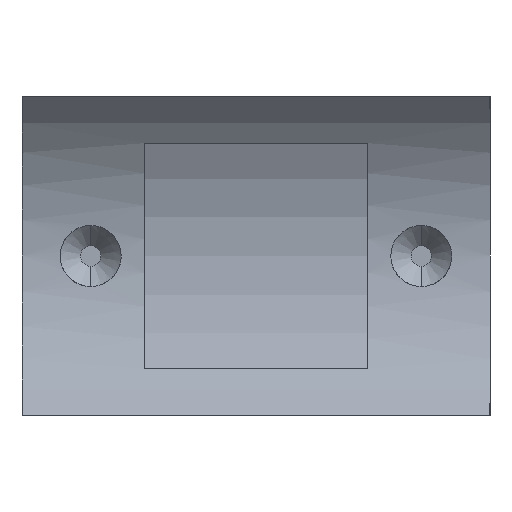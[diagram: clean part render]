
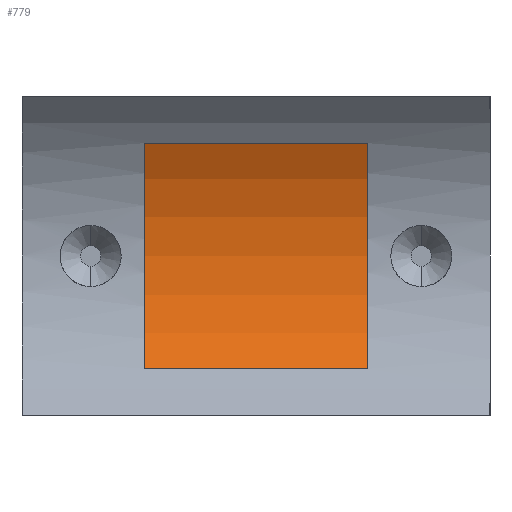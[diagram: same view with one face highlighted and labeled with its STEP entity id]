
A CAD part, left-side view. The second image highlights one B-rep face of the part: STEP entity #779.
In plain terms, the highlighted cylindrical face has radius 23.7 mm (diameter 47.4 mm), a partial arc.
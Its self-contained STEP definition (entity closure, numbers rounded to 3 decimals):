
#55 = CARTESIAN_POINT ( 'NONE',  ( -35.642, 11., 0. ) ) ;
#62 = CIRCLE ( 'NONE', #235, 23.7 ) ;
#235 = AXIS2_PLACEMENT_3D ( 'NONE', #699, #937, #617 ) ;
#293 = DIRECTION ( 'NONE',  ( 0., 0., 1. ) ) ;
#371 = DIRECTION ( 'NONE',  ( 0., 1., 0. ) ) ;
#458 = CARTESIAN_POINT ( 'NONE',  ( -14.697, -11., 11.09 ) ) ;
#495 = EDGE_CURVE ( 'NONE', #759, #510, #62, .T. ) ;
#510 = VERTEX_POINT ( 'NONE', #1745 ) ;
#548 = EDGE_CURVE ( 'NONE', #1105, #731, #2033, .T. ) ;
#574 = AXIS2_PLACEMENT_3D ( 'NONE', #1827, #371, #1669 ) ;
#602 = EDGE_LOOP ( 'NONE', ( #1270, #1170, #2031, #1820 ) ) ;
#607 = VECTOR ( 'NONE', #1740, 1000. ) ;
#617 = DIRECTION ( 'NONE',  ( 0., 0., 1. ) ) ;
#682 = CARTESIAN_POINT ( 'NONE',  ( -14.697, 11., 11.09 ) ) ;
#699 = CARTESIAN_POINT ( 'NONE',  ( -35.642, -11., 0. ) ) ;
#731 = VERTEX_POINT ( 'NONE', #998 ) ;
#759 = VERTEX_POINT ( 'NONE', #1687 ) ;
#779 = ADVANCED_FACE ( 'NONE', ( #862 ), #1186, .F. ) ;
#847 = VECTOR ( 'NONE', #1574, 1000. ) ;
#862 = FACE_OUTER_BOUND ( 'NONE', #602, .T. ) ;
#937 = DIRECTION ( 'NONE',  ( 0., 1., 0. ) ) ;
#998 = CARTESIAN_POINT ( 'NONE',  ( -14.697, 11., -11.09 ) ) ;
#1105 = VERTEX_POINT ( 'NONE', #682 ) ;
#1170 = ORIENTED_EDGE ( 'NONE', *, *, #1244, .F. ) ;
#1186 = CYLINDRICAL_SURFACE ( 'NONE', #574, 23.7 ) ;
#1244 = EDGE_CURVE ( 'NONE', #510, #731, #1266, .T. ) ;
#1266 = LINE ( 'NONE', #1751, #607 ) ;
#1269 = LINE ( 'NONE', #458, #847 ) ;
#1270 = ORIENTED_EDGE ( 'NONE', *, *, #548, .T. ) ;
#1511 = DIRECTION ( 'NONE',  ( 0., 1., 0. ) ) ;
#1574 = DIRECTION ( 'NONE',  ( 0., 1., 0. ) ) ;
#1669 = DIRECTION ( 'NONE',  ( 0., 0., 1. ) ) ;
#1687 = CARTESIAN_POINT ( 'NONE',  ( -14.697, -11., 11.09 ) ) ;
#1692 = AXIS2_PLACEMENT_3D ( 'NONE', #55, #1511, #293 ) ;
#1740 = DIRECTION ( 'NONE',  ( 0., 1., 0. ) ) ;
#1745 = CARTESIAN_POINT ( 'NONE',  ( -14.697, -11., -11.09 ) ) ;
#1751 = CARTESIAN_POINT ( 'NONE',  ( -14.697, -11., -11.09 ) ) ;
#1820 = ORIENTED_EDGE ( 'NONE', *, *, #2008, .T. ) ;
#1827 = CARTESIAN_POINT ( 'NONE',  ( -35.642, -11., 0. ) ) ;
#2008 = EDGE_CURVE ( 'NONE', #759, #1105, #1269, .T. ) ;
#2031 = ORIENTED_EDGE ( 'NONE', *, *, #495, .F. ) ;
#2033 = CIRCLE ( 'NONE', #1692, 23.7 ) ;
